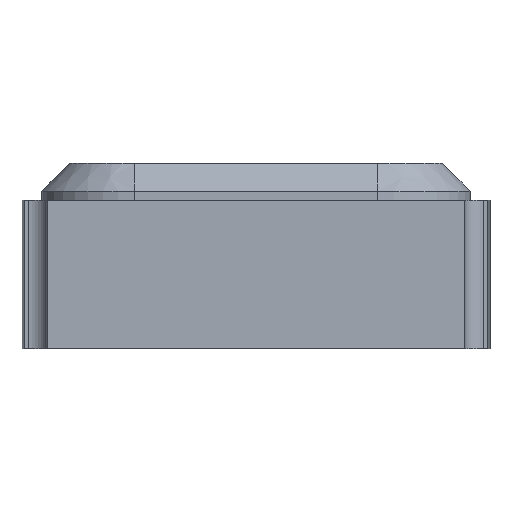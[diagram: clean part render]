
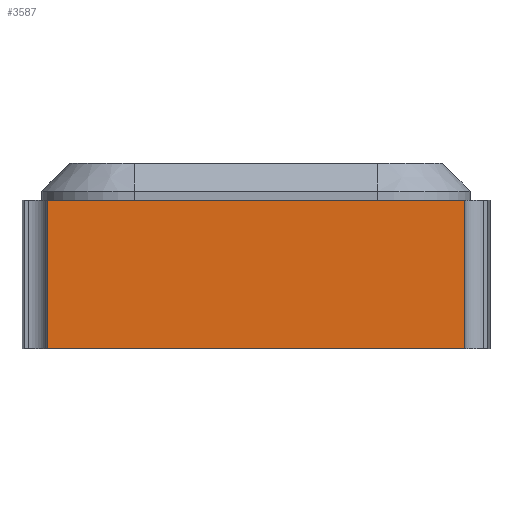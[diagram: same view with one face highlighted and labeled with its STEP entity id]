
A CAD part, left-side view. The second image highlights one B-rep face of the part: STEP entity #3587.
In plain terms, the highlighted planar face has unit normal (-1, 0, 0).
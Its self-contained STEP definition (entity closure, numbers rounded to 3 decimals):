
#268 = LINE ( 'NONE', #1416, #4433 ) ;
#482 = VECTOR ( 'NONE', #1569, 1000. ) ;
#599 = CARTESIAN_POINT ( 'NONE',  ( -1.6, -1.128, 0.8 ) ) ;
#943 = DIRECTION ( 'NONE',  ( 0., -1., 0. ) ) ;
#958 = DIRECTION ( 'NONE',  ( 1., 0., 0. ) ) ;
#1319 = ORIENTED_EDGE ( 'NONE', *, *, #2022, .T. ) ;
#1382 = ORIENTED_EDGE ( 'NONE', *, *, #1767, .F. ) ;
#1416 = CARTESIAN_POINT ( 'NONE',  ( -1.6, -1.128, 0. ) ) ;
#1417 = CARTESIAN_POINT ( 'NONE',  ( -1.6, -1.128, 0.8 ) ) ;
#1439 = ORIENTED_EDGE ( 'NONE', *, *, #2517, .F. ) ;
#1481 = ORIENTED_EDGE ( 'NONE', *, *, #2795, .T. ) ;
#1569 = DIRECTION ( 'NONE',  ( 0., 0., -1. ) ) ;
#1571 = DIRECTION ( 'NONE',  ( 0., -1., 0. ) ) ;
#1711 = CARTESIAN_POINT ( 'NONE',  ( -1.6, 1.128, 0. ) ) ;
#1767 = EDGE_CURVE ( 'NONE', #4865, #2191, #1844, .T. ) ;
#1844 = LINE ( 'NONE', #1417, #4965 ) ;
#1922 = FACE_OUTER_BOUND ( 'NONE', #2708, .T. ) ;
#2022 = EDGE_CURVE ( 'NONE', #4753, #2191, #268, .T. ) ;
#2189 = DIRECTION ( 'NONE',  ( 0., 0., -1. ) ) ;
#2191 = VERTEX_POINT ( 'NONE', #3219 ) ;
#2517 = EDGE_CURVE ( 'NONE', #4179, #4865, #3645, .T. ) ;
#2708 = EDGE_LOOP ( 'NONE', ( #1319, #1382, #1439, #1481 ) ) ;
#2795 = EDGE_CURVE ( 'NONE', #4179, #4753, #3499, .T. ) ;
#3219 = CARTESIAN_POINT ( 'NONE',  ( -1.6, -1.128, 0. ) ) ;
#3315 = CARTESIAN_POINT ( 'NONE',  ( -1.6, -1.128, 0.8 ) ) ;
#3345 = AXIS2_PLACEMENT_3D ( 'NONE', #3315, #958, #3735 ) ;
#3499 = LINE ( 'NONE', #3963, #482 ) ;
#3539 = CARTESIAN_POINT ( 'NONE',  ( -1.6, -1.128, 0.8 ) ) ;
#3587 = ADVANCED_FACE ( 'NONE', ( #1922 ), #4156, .F. ) ;
#3645 = LINE ( 'NONE', #3539, #3784 ) ;
#3735 = DIRECTION ( 'NONE',  ( 0., 0., -1. ) ) ;
#3784 = VECTOR ( 'NONE', #1571, 1000. ) ;
#3963 = CARTESIAN_POINT ( 'NONE',  ( -1.6, 1.128, 0.8 ) ) ;
#4156 = PLANE ( 'NONE',  #3345 ) ;
#4179 = VERTEX_POINT ( 'NONE', #5225 ) ;
#4433 = VECTOR ( 'NONE', #943, 1000. ) ;
#4753 = VERTEX_POINT ( 'NONE', #1711 ) ;
#4865 = VERTEX_POINT ( 'NONE', #599 ) ;
#4965 = VECTOR ( 'NONE', #2189, 1000. ) ;
#5225 = CARTESIAN_POINT ( 'NONE',  ( -1.6, 1.128, 0.8 ) ) ;
